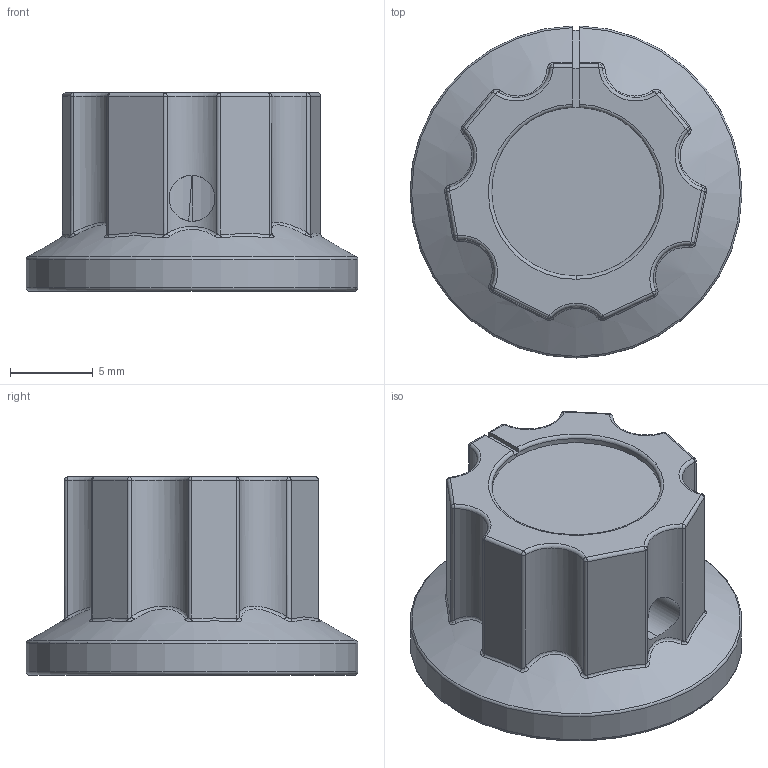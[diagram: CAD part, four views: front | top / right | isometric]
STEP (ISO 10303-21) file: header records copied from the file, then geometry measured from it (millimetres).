
FILE_DESCRIPTION((' '),'2;1');
FILE_NAME( 'Bakelit-Knopf 20 mm schwarz (bakno20).stp', '2022-08-29T13:41:15', (' '), ('--- Datakit www.datakit.com---'), ' Datakit CrossCadWare V2022.3 Jun 15 2022', 'DATAKIT 2022 (c)', ' ');
FILE_SCHEMA(('AP242_MANAGED_MODEL_BASED_3D_ENGINEERING_MIM_LF { 1 0 10303 442 1 1 4 }'));
Length unit declared in the file: millimetre
Products named in the file (1): Bakelit-Knopf 20 mm schwarz (bakno20)
Bounding box: 20 x 20 x 11.94 mm (x, y, z)
Volume: 1930.6 mm3; surface area: 1468.1 mm2
Topology: 1 solids, 1 shells, 110 faces, 264 edges, 143 vertices
Faces by surface type: cylinder 36, bspline 29, plane 19, sphere 14, torus 11, cone 1
Full cylindrical faces by diameter (mm): 6.375 x1, 11.684 x1
Entity records: 7539 total; most frequent: CARTESIAN_POINT 5207, ORIENTED_EDGE 498, DIRECTION 445, EDGE_CURVE 249, AXIS2_PLACEMENT_3D 186, VERTEX_POINT 144, EDGE_LOOP 115, FACE_OUTER_BOUND 110
